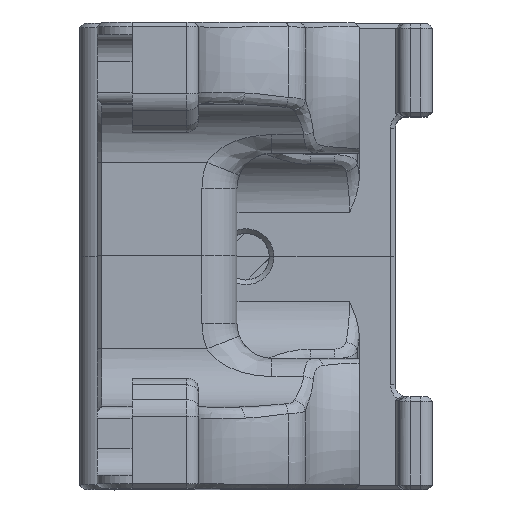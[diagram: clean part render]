
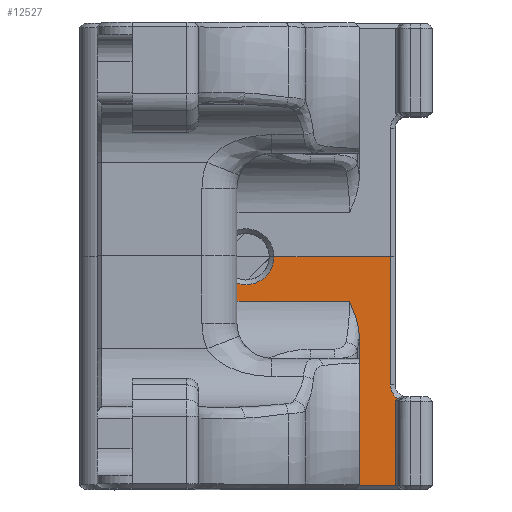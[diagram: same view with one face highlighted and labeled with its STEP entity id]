
A CAD part, top view. The second image highlights one B-rep face of the part: STEP entity #12527.
In plain terms, the highlighted planar face has unit normal (0, 0, 1).
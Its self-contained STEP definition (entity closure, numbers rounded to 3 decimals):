
#319=PLANE('',#13454);
#891=FACE_OUTER_BOUND('',#1646,.T.);
#1646=EDGE_LOOP('',(#9738,#9739,#9740,#9741,#9742,#9743,#9744,#9745,#9746,
#9747,#9748,#9749,#9750));
#2244=CIRCLE('',#13265,1.4);
#2304=CIRCLE('',#13446,2.4);
#2306=CIRCLE('',#13451,15.);
#2713=B_SPLINE_CURVE_WITH_KNOTS('',3,(#27769,#27770,#27771,#27772,#27773,
#27774,#27775,#27776,#27777,#27778),.UNSPECIFIED.,.F.,.F.,(4,2,2,2,4),(-0.011,
0.,0.131,0.219,0.259),.UNSPECIFIED.);
#3113=LINE('',#24954,#4210);
#3129=LINE('',#25124,#4226);
#3135=LINE('',#25137,#4232);
#3163=LINE('',#25609,#4260);
#3310=LINE('',#26380,#4407);
#3325=LINE('',#27726,#4422);
#3365=LINE('',#29370,#4462);
#3366=LINE('',#29371,#4463);
#3367=LINE('',#29372,#4464);
#4210=VECTOR('',#14806,1000.);
#4226=VECTOR('',#14862,1000.);
#4232=VECTOR('',#14870,1000.);
#4260=VECTOR('',#14958,1000.);
#4407=VECTOR('',#15345,1000.);
#4422=VECTOR('',#15392,1000.);
#4462=VECTOR('',#15536,10.);
#4463=VECTOR('',#15537,1000.);
#4464=VECTOR('',#15538,1000.);
#5416=VERTEX_POINT('',#24951);
#5417=VERTEX_POINT('',#24953);
#5429=VERTEX_POINT('',#25122);
#5430=VERTEX_POINT('',#25123);
#5435=VERTEX_POINT('',#25134);
#5436=VERTEX_POINT('',#25136);
#5463=VERTEX_POINT('',#25603);
#5580=VERTEX_POINT('',#27687);
#5581=VERTEX_POINT('',#27725);
#5612=VERTEX_POINT('',#29336);
#5614=VERTEX_POINT('',#29340);
#5616=VERTEX_POINT('',#29356);
#5617=VERTEX_POINT('',#29369);
#6722=EDGE_CURVE('',#5417,#5416,#3113,.T.);
#6748=EDGE_CURVE('',#5429,#5430,#3129,.T.);
#6754=EDGE_CURVE('',#5436,#5435,#3135,.T.);
#6802=EDGE_CURVE('',#5463,#5417,#2244,.T.);
#6804=EDGE_CURVE('',#5430,#5463,#3163,.T.);
#7003=EDGE_CURVE('',#5435,#5429,#3310,.T.);
#7023=EDGE_CURVE('',#5581,#5580,#3325,.T.);
#7028=EDGE_CURVE('',#5580,#5436,#2713,.T.);
#7087=EDGE_CURVE('',#5612,#5614,#2304,.T.);
#7092=EDGE_CURVE('',#5616,#5581,#2306,.T.);
#7097=EDGE_CURVE('',#5616,#5617,#3365,.T.);
#7098=EDGE_CURVE('',#5612,#5416,#3366,.T.);
#7099=EDGE_CURVE('',#5617,#5614,#3367,.T.);
#9738=ORIENTED_EDGE('',*,*,#7097,.F.);
#9739=ORIENTED_EDGE('',*,*,#7092,.T.);
#9740=ORIENTED_EDGE('',*,*,#7023,.T.);
#9741=ORIENTED_EDGE('',*,*,#7028,.T.);
#9742=ORIENTED_EDGE('',*,*,#6754,.T.);
#9743=ORIENTED_EDGE('',*,*,#7003,.T.);
#9744=ORIENTED_EDGE('',*,*,#6748,.T.);
#9745=ORIENTED_EDGE('',*,*,#6804,.T.);
#9746=ORIENTED_EDGE('',*,*,#6802,.T.);
#9747=ORIENTED_EDGE('',*,*,#6722,.T.);
#9748=ORIENTED_EDGE('',*,*,#7098,.F.);
#9749=ORIENTED_EDGE('',*,*,#7087,.T.);
#9750=ORIENTED_EDGE('',*,*,#7099,.F.);
#12527=ADVANCED_FACE('',(#891),#319,.T.);
#13265=AXIS2_PLACEMENT_3D('',#25604,#14954,#14955);
#13446=AXIS2_PLACEMENT_3D('',#29342,#15513,#15514);
#13451=AXIS2_PLACEMENT_3D('',#29357,#15525,#15526);
#13454=AXIS2_PLACEMENT_3D('',#29368,#15534,#15535);
#14806=DIRECTION('',(0.,1.,0.));
#14862=DIRECTION('',(0.,1.,0.));
#14870=DIRECTION('',(0.,-1.,0.));
#14954=DIRECTION('center_axis',(0.,0.,
-1.));
#14955=DIRECTION('ref_axis',(1.,0.,0.));
#14958=DIRECTION('',(0.83,0.558,0.));
#15345=DIRECTION('',(1.,0.,0.));
#15392=DIRECTION('',(1.,0.,0.));
#15513=DIRECTION('center_axis',(0.,0.,
-1.));
#15514=DIRECTION('ref_axis',(1.,0.,0.));
#15525=DIRECTION('center_axis',(0.,0.,
-1.));
#15526=DIRECTION('ref_axis',(1.,0.,0.));
#15534=DIRECTION('center_axis',(0.,0.,
1.));
#15535=DIRECTION('ref_axis',(0.,-1.,0.));
#15536=DIRECTION('',(0.,1.,0.));
#15537=DIRECTION('',(1.,0.,0.));
#15538=DIRECTION('',(1.,0.,0.));
#24951=CARTESIAN_POINT('',(169.639,165.048,-214.455));
#24953=CARTESIAN_POINT('',(169.639,154.048,-214.455));
#24954=CARTESIAN_POINT('',(169.639,165.049,-214.455));
#25122=CARTESIAN_POINT('',(170.11,145.448,-214.455));
#25123=CARTESIAN_POINT('',(170.11,152.752,-214.455));
#25124=CARTESIAN_POINT('',(170.11,165.049,-214.455));
#25134=CARTESIAN_POINT('',(166.968,145.448,-214.455));
#25136=CARTESIAN_POINT('',(166.968,158.21,-214.455));
#25137=CARTESIAN_POINT('',(166.968,155.248,-214.455));
#25603=CARTESIAN_POINT('',(170.284,152.869,-214.455));
#25604=CARTESIAN_POINT('Origin',(171.039,154.048,-214.455));
#25609=CARTESIAN_POINT('',(170.11,152.752,-214.455));
#26380=CARTESIAN_POINT('',(165.5,145.448,-214.455));
#27687=CARTESIAN_POINT('',(166.129,161.248,-214.455));
#27725=CARTESIAN_POINT('',(153.11,161.248,-214.455));
#27726=CARTESIAN_POINT('',(166.968,161.248,-214.455));
#27769=CARTESIAN_POINT('Ctrl Pts',(166.129,161.248,-214.455));
#27770=CARTESIAN_POINT('Ctrl Pts',(166.144,161.216,-214.455));
#27771=CARTESIAN_POINT('Ctrl Pts',(166.152,161.197,-214.455));
#27772=CARTESIAN_POINT('Ctrl Pts',(166.345,160.765,-214.455));
#27773=CARTESIAN_POINT('Ctrl Pts',(166.548,160.284,-214.455));
#27774=CARTESIAN_POINT('Ctrl Pts',(166.811,159.424,-214.455));
#27775=CARTESIAN_POINT('Ctrl Pts',(166.895,159.067,-214.455));
#27776=CARTESIAN_POINT('Ctrl Pts',(166.957,158.544,-214.455));
#27777=CARTESIAN_POINT('Ctrl Pts',(166.968,158.377,-214.455));
#27778=CARTESIAN_POINT('Ctrl Pts',(166.968,158.21,-214.455));
#29336=CARTESIAN_POINT('',(159.639,165.048,-214.455));
#29340=CARTESIAN_POINT('',(154.839,165.048,-214.455));
#29342=CARTESIAN_POINT('Origin',(157.239,165.048,-214.455));
#29356=CARTESIAN_POINT('',(150.024,160.927,-214.455));
#29357=CARTESIAN_POINT('Origin',(153.11,146.248,-214.455));
#29368=CARTESIAN_POINT('Origin',(165.5,165.049,-214.455));
#29369=CARTESIAN_POINT('',(150.024,165.048,-214.455));
#29370=CARTESIAN_POINT('',(150.024,165.049,-214.455));
#29371=CARTESIAN_POINT('',(165.5,165.048,-214.455));
#29372=CARTESIAN_POINT('',(165.5,165.048,-214.455));
